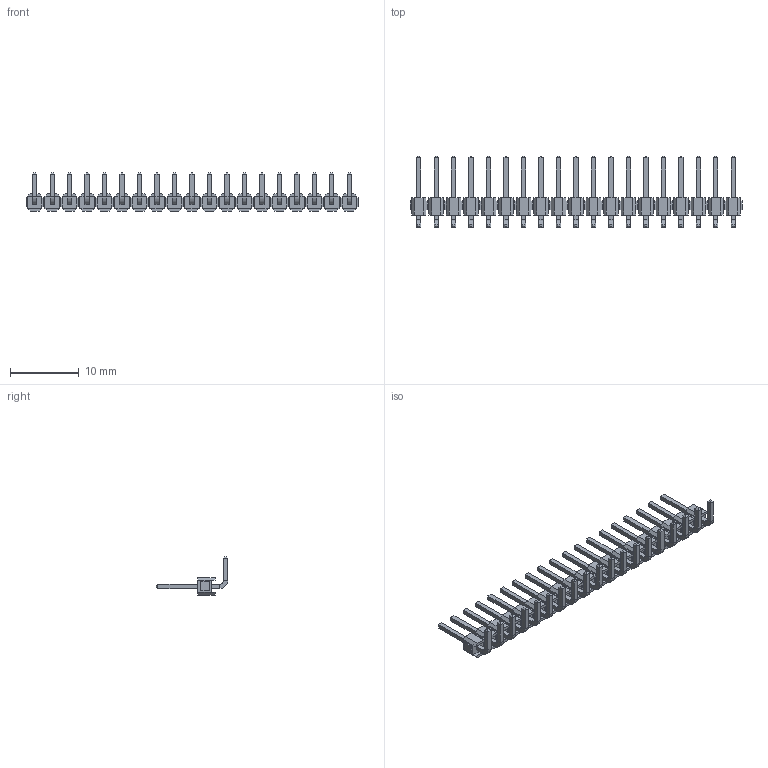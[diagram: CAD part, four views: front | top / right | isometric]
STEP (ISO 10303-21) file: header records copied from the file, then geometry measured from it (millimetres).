
FILE_DESCRIPTION (( 'STEP AP214' ), '1' );
FILE_NAME ('PLSR-19D.STEP', '2019-07-02T21:26:44', ( '' ), ( '' ), 'SwSTEP 2.0', 'SolidWorks 2018', '' );
FILE_SCHEMA (( 'AUTOMOTIVE_DESIGN' ));
Length unit declared in the file: millimetre
Products named in the file (1): PLSR-19D
Bounding box: 48.26 x 10.36 x 5.54 mm (x, y, z)
Volume: 310.6 mm3; surface area: 1212.8 mm2
Topology: 19 solids, 19 shells, 950 faces, 2128 edges, 1292 vertices
Faces by surface type: plane 912, cylinder 38
Entity records: 36034 total; most frequent: CARTESIAN_POINT 4371, ORIENTED_EDGE 4256, DIRECTION 4106, EDGE_CURVE 2128, VECTOR 2052, LINE 2052, VERTEX_POINT 1292, AXIS2_PLACEMENT_3D 1027
